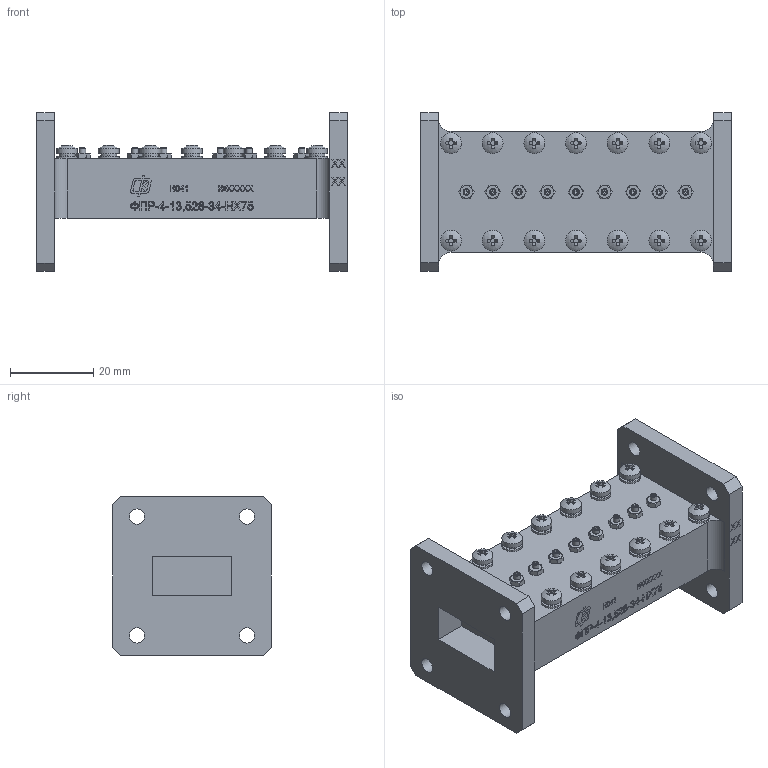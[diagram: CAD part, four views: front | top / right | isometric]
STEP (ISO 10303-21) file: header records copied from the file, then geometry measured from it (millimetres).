
FILE_DESCRIPTION(('STEP AP203'), '1');
FILE_NAME('ÍØÁÀ.468844.175_Ôèëüòð ÔÏÐ-4-13,528-34-ÍÕ75', '', ('UNSPECIFIED'), ('UNSPECIFIED'), 'ASCON STEP Converter 1.6', 'ASCON Math Kernel', '');
FILE_SCHEMA(('CONFIG_CONTROL_DESIGN'));
Length unit declared in the file: millimetre
Products named in the file (1): НШБА.468844.175_Фильтр ФПР-4-13,528-34-НХ75
Bounding box: 74.6 x 38.1 x 38.1 mm (x, y, z)
Volume: 37383.4 mm3; surface area: 16498.9 mm2
Topology: 38 solids, 54 shells, 1222 faces, 2960 edges, 1952 vertices
Faces by surface type: plane 841, bspline 152, cylinder 151, cone 64, sphere 14
Full cylindrical faces by diameter (mm): 1.25 x9, 1.6 x9, 2 x2, 2.05 x14, 2.5 x14, 2.7 x28, 3.7 x8, 5 x28
Entity records: 69258 total; most frequent: CARTESIAN_POINT 32664, ORIENTED_EDGE 5522, DIRECTION 4712, EDGE_CURVE 2761, VERTEX_POINT 1929, LINE 1622, VECTOR 1622, EDGE_LOOP 1566
